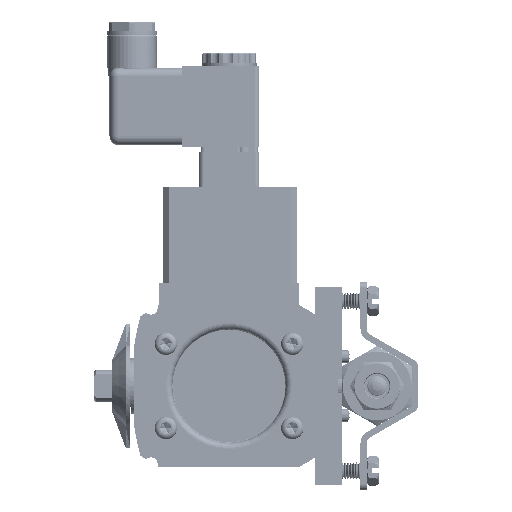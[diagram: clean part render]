
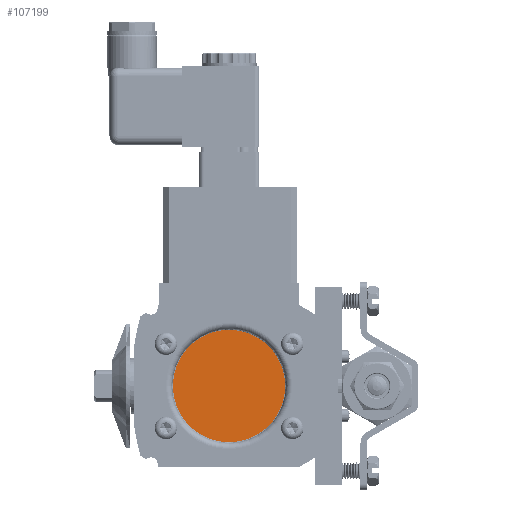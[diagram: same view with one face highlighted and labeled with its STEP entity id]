
A CAD part, left-side view. The second image highlights one B-rep face of the part: STEP entity #107199.
In plain terms, the highlighted planar face has unit normal (-1, 0, 0).
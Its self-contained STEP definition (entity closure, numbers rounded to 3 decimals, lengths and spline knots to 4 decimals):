
#3786 = VERTEX_POINT ( 'NONE', #126354 ) ;
#11821 = VERTEX_POINT ( 'NONE', #61193 ) ;
#13955 = DIRECTION ( 'NONE',  ( 0., 0., 1. ) ) ;
#33118 = ORIENTED_EDGE ( 'NONE', *, *, #187248, .T. ) ;
#56277 = DIRECTION ( 'NONE',  ( -1., 0., 0. ) ) ;
#61193 = CARTESIAN_POINT ( 'NONE',  ( -1.4975, 2.136, 0.8105 ) ) ;
#78229 = DIRECTION ( 'NONE',  ( -1., 0., 0. ) ) ;
#94666 = ORIENTED_EDGE ( 'NONE', *, *, #162600, .T. ) ;
#99214 = CIRCLE ( 'NONE', #178810, 0.8105 ) ;
#102558 = DIRECTION ( 'NONE',  ( -1., 0., 0. ) ) ;
#107199 = ADVANCED_FACE ( 'NONE', ( #137981 ), #107399, .T. ) ;
#107399 = PLANE ( 'NONE',  #186204 ) ;
#108930 = AXIS2_PLACEMENT_3D ( 'NONE', #191086, #102558, #13955 ) ;
#112500 = CIRCLE ( 'NONE', #108930, 0.8105 ) ;
#126354 = CARTESIAN_POINT ( 'NONE',  ( -1.4975, 2.136, -0.8105 ) ) ;
#137981 = FACE_OUTER_BOUND ( 'NONE', #148557, .T. ) ;
#144875 = CARTESIAN_POINT ( 'NONE',  ( -1.4975, 2.136, 0. ) ) ;
#148557 = EDGE_LOOP ( 'NONE', ( #33118, #94666 ) ) ;
#159691 = DIRECTION ( 'NONE',  ( 0., 0., 1. ) ) ;
#162600 = EDGE_CURVE ( 'NONE', #11821, #3786, #112500, .T. ) ;
#166815 = CARTESIAN_POINT ( 'NONE',  ( -1.4975, 2.136, 0. ) ) ;
#178810 = AXIS2_PLACEMENT_3D ( 'NONE', #144875, #56277, #159691 ) ;
#181667 = DIRECTION ( 'NONE',  ( 0., 0., 1. ) ) ;
#186204 = AXIS2_PLACEMENT_3D ( 'NONE', #166815, #78229, #181667 ) ;
#187248 = EDGE_CURVE ( 'NONE', #3786, #11821, #99214, .T. ) ;
#191086 = CARTESIAN_POINT ( 'NONE',  ( -1.4975, 2.136, 0. ) ) ;
